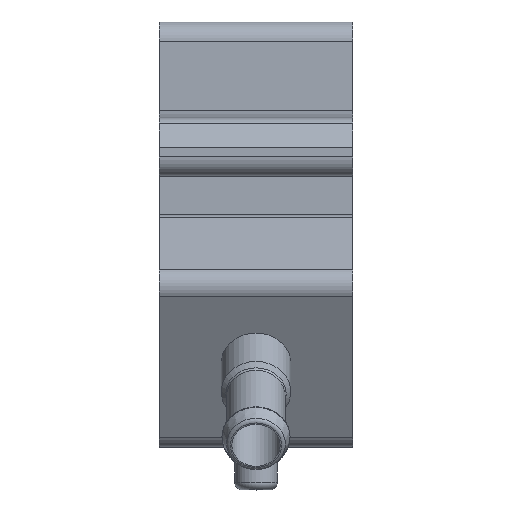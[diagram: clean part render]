
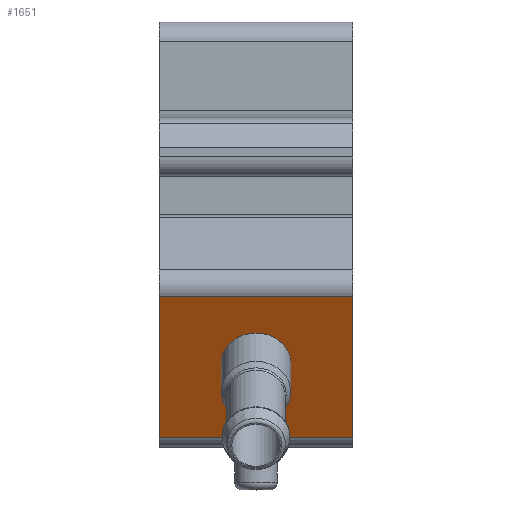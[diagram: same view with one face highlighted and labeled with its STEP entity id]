
A CAD part, top view. The second image highlights one B-rep face of the part: STEP entity #1651.
In plain terms, the highlighted planar face has unit normal (0, -0.5, 0.866).
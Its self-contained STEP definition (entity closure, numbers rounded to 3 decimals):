
#34=CIRCLE('',#1731,1.8);
#123=ORIENTED_EDGE('',*,*,#442,.T.);
#124=ORIENTED_EDGE('',*,*,#443,.T.);
#125=ORIENTED_EDGE('',*,*,#444,.F.);
#126=ORIENTED_EDGE('',*,*,#445,.F.);
#127=ORIENTED_EDGE('',*,*,#440,.T.);
#440=EDGE_CURVE('',#600,#599,#714,.T.);
#442=EDGE_CURVE('',#601,#601,#34,.T.);
#443=EDGE_CURVE('',#599,#602,#715,.T.);
#444=EDGE_CURVE('',#603,#602,#716,.T.);
#445=EDGE_CURVE('',#600,#603,#717,.T.);
#599=VERTEX_POINT('',#2234);
#600=VERTEX_POINT('',#2236);
#601=VERTEX_POINT('',#2240);
#602=VERTEX_POINT('',#2242);
#603=VERTEX_POINT('',#2244);
#714=LINE('',#2235,#815);
#715=LINE('',#2241,#816);
#716=LINE('',#2243,#817);
#717=LINE('',#2245,#818);
#815=VECTOR('',#1869,1000.);
#816=VECTOR('',#1876,1000.);
#817=VECTOR('',#1877,1000.);
#818=VECTOR('',#1878,1000.);
#914=EDGE_LOOP('',(#123));
#915=EDGE_LOOP('',(#124,#125,#126,#127));
#1011=FACE_BOUND('',#914,.T.);
#1012=FACE_BOUND('',#915,.T.);
#1107=PLANE('',#1730);
#1651=ADVANCED_FACE('',(#1011,#1012),#1107,.F.);
#1730=AXIS2_PLACEMENT_3D('',#2238,#1872,#1873);
#1731=AXIS2_PLACEMENT_3D('',#2239,#1874,#1875);
#1869=DIRECTION('',(-1.,0.,0.));
#1872=DIRECTION('',(0.,0.5,-0.866));
#1873=DIRECTION('',(0.,0.866,0.5));
#1874=DIRECTION('',(0.,0.5,-0.866));
#1875=DIRECTION('',(0.,0.866,0.5));
#1876=DIRECTION('',(0.,-0.866,-0.5));
#1877=DIRECTION('',(-1.,0.,0.));
#1878=DIRECTION('',(0.,-0.866,-0.5));
#2234=CARTESIAN_POINT('',(-5.,7.794,4.5));
#2235=CARTESIAN_POINT('',(5.,7.794,4.5));
#2236=CARTESIAN_POINT('',(5.,7.794,4.5));
#2238=CARTESIAN_POINT('',(5.,7.794,4.5));
#2239=CARTESIAN_POINT('',(0.,4.33,2.5));
#2240=CARTESIAN_POINT('',(0.,5.889,3.4));
#2241=CARTESIAN_POINT('',(-5.,7.794,4.5));
#2242=CARTESIAN_POINT('',(-5.,0.5,0.289));
#2243=CARTESIAN_POINT('',(5.,0.5,0.289));
#2244=CARTESIAN_POINT('',(5.,0.5,0.289));
#2245=CARTESIAN_POINT('',(5.,7.794,4.5));
